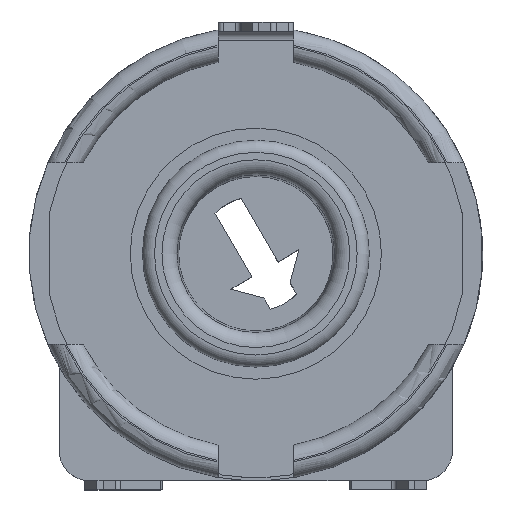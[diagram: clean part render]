
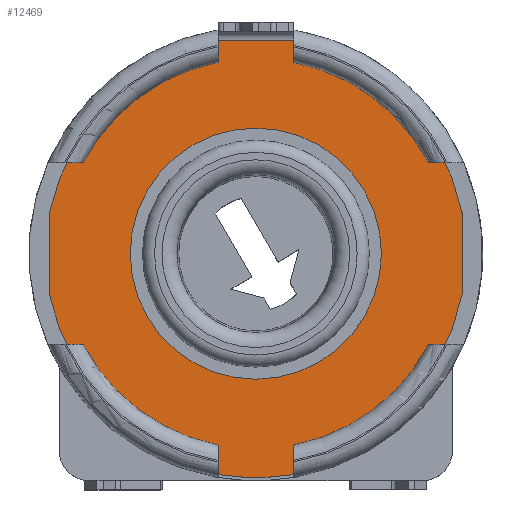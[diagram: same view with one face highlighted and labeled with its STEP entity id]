
A CAD part, top view. The second image highlights one B-rep face of the part: STEP entity #12469.
In plain terms, the highlighted planar face has unit normal (0, 0, 1).
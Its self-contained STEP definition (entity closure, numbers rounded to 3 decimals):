
#12469 = ADVANCED_FACE('',(#12470,#12481),#12674,.F.);
#12470 = FACE_BOUND('',#12471,.T.);
#12471 = EDGE_LOOP('',(#12472));
#12472 = ORIENTED_EDGE('',*,*,#12473,.F.);
#12473 = EDGE_CURVE('',#12474,#12474,#12476,.T.);
#12474 = VERTEX_POINT('',#12475);
#12475 = CARTESIAN_POINT('',(36.2,0.,0.3));
#12476 = CIRCLE('',#12477,3.8);
#12477 = AXIS2_PLACEMENT_3D('',#12478,#12479,#12480);
#12478 = CARTESIAN_POINT('',(40.,0.,0.3));
#12479 = DIRECTION('',(0.,0.,1.));
#12480 = DIRECTION('',(-1.,0.,0.));
#12481 = FACE_BOUND('',#12482,.T.);
#12482 = EDGE_LOOP('',(#12483,#12493,#12502,#12511,#12520,#12528,#12537,
    #12546,#12555,#12563,#12572,#12581,#12590,#12598,#12607,#12616,
    #12625,#12633,#12641,#12649,#12658,#12667));
#12483 = ORIENTED_EDGE('',*,*,#12484,.F.);
#12484 = EDGE_CURVE('',#12485,#12487,#12489,.T.);
#12485 = VERTEX_POINT('',#12486);
#12486 = CARTESIAN_POINT('',(33.175,-1.344,0.3));
#12487 = VERTEX_POINT('',#12488);
#12488 = CARTESIAN_POINT('',(33.175,1.344,0.3));
#12489 = LINE('',#12490,#12491);
#12490 = CARTESIAN_POINT('',(33.175,0.95,0.3));
#12491 = VECTOR('',#12492,1.);
#12492 = DIRECTION('',(-0.,1.,-0.));
#12493 = ORIENTED_EDGE('',*,*,#12494,.T.);
#12494 = EDGE_CURVE('',#12485,#12495,#12497,.T.);
#12495 = VERTEX_POINT('',#12496);
#12496 = CARTESIAN_POINT('',(33.19,-1.386,0.3));
#12497 = CIRCLE('',#12498,0.17);
#12498 = AXIS2_PLACEMENT_3D('',#12499,#12500,#12501);
#12499 = CARTESIAN_POINT('',(33.023,-1.42,0.3));
#12500 = DIRECTION('',(-0.,0.,-1.));
#12501 = DIRECTION('',(-1.,0.,0.));
#12502 = ORIENTED_EDGE('',*,*,#12503,.T.);
#12503 = EDGE_CURVE('',#12495,#12504,#12506,.T.);
#12504 = VERTEX_POINT('',#12505);
#12505 = CARTESIAN_POINT('',(38.614,-6.81,0.3));
#12506 = CIRCLE('',#12507,6.95);
#12507 = AXIS2_PLACEMENT_3D('',#12508,#12509,#12510);
#12508 = CARTESIAN_POINT('',(40.,0.,0.3));
#12509 = DIRECTION('',(0.,0.,1.));
#12510 = DIRECTION('',(1.,0.,-0.));
#12511 = ORIENTED_EDGE('',*,*,#12512,.T.);
#12512 = EDGE_CURVE('',#12504,#12513,#12515,.T.);
#12513 = VERTEX_POINT('',#12514);
#12514 = CARTESIAN_POINT('',(38.75,-6.977,0.3));
#12515 = CIRCLE('',#12516,0.17);
#12516 = AXIS2_PLACEMENT_3D('',#12517,#12518,#12519);
#12517 = CARTESIAN_POINT('',(38.58,-6.977,0.3));
#12518 = DIRECTION('',(-0.,0.,-1.));
#12519 = DIRECTION('',(-1.,0.,0.));
#12520 = ORIENTED_EDGE('',*,*,#12521,.T.);
#12521 = EDGE_CURVE('',#12513,#12522,#12524,.T.);
#12522 = VERTEX_POINT('',#12523);
#12523 = CARTESIAN_POINT('',(38.75,-7.149,0.3));
#12524 = LINE('',#12525,#12526);
#12525 = CARTESIAN_POINT('',(38.75,-6.977,0.3));
#12526 = VECTOR('',#12527,1.);
#12527 = DIRECTION('',(0.,-1.,0.));
#12528 = ORIENTED_EDGE('',*,*,#12529,.T.);
#12529 = EDGE_CURVE('',#12522,#12530,#12532,.T.);
#12530 = VERTEX_POINT('',#12531);
#12531 = CARTESIAN_POINT('',(38.895,-7.317,0.3));
#12532 = CIRCLE('',#12533,0.17);
#12533 = AXIS2_PLACEMENT_3D('',#12534,#12535,#12536);
#12534 = CARTESIAN_POINT('',(38.92,-7.149,0.3));
#12535 = DIRECTION('',(0.,0.,1.));
#12536 = DIRECTION('',(-1.,0.,0.));
#12537 = ORIENTED_EDGE('',*,*,#12538,.T.);
#12538 = EDGE_CURVE('',#12530,#12539,#12541,.T.);
#12539 = VERTEX_POINT('',#12540);
#12540 = CARTESIAN_POINT('',(41.105,-7.317,0.3));
#12541 = CIRCLE('',#12542,7.4);
#12542 = AXIS2_PLACEMENT_3D('',#12543,#12544,#12545);
#12543 = CARTESIAN_POINT('',(40.,0.,0.3));
#12544 = DIRECTION('',(0.,0.,1.));
#12545 = DIRECTION('',(1.,0.,-0.));
#12546 = ORIENTED_EDGE('',*,*,#12547,.T.);
#12547 = EDGE_CURVE('',#12539,#12548,#12550,.T.);
#12548 = VERTEX_POINT('',#12549);
#12549 = CARTESIAN_POINT('',(41.25,-7.149,0.3));
#12550 = CIRCLE('',#12551,0.17);
#12551 = AXIS2_PLACEMENT_3D('',#12552,#12553,#12554);
#12552 = CARTESIAN_POINT('',(41.08,-7.149,0.3));
#12553 = DIRECTION('',(0.,0.,1.));
#12554 = DIRECTION('',(1.,0.,-0.));
#12555 = ORIENTED_EDGE('',*,*,#12556,.T.);
#12556 = EDGE_CURVE('',#12548,#12557,#12559,.T.);
#12557 = VERTEX_POINT('',#12558);
#12558 = CARTESIAN_POINT('',(41.25,-6.977,0.3));
#12559 = LINE('',#12560,#12561);
#12560 = CARTESIAN_POINT('',(41.25,-6.977,0.3));
#12561 = VECTOR('',#12562,1.);
#12562 = DIRECTION('',(-0.,1.,-0.));
#12563 = ORIENTED_EDGE('',*,*,#12564,.T.);
#12564 = EDGE_CURVE('',#12557,#12565,#12567,.T.);
#12565 = VERTEX_POINT('',#12566);
#12566 = CARTESIAN_POINT('',(41.386,-6.81,0.3));
#12567 = CIRCLE('',#12568,0.17);
#12568 = AXIS2_PLACEMENT_3D('',#12569,#12570,#12571);
#12569 = CARTESIAN_POINT('',(41.42,-6.977,0.3));
#12570 = DIRECTION('',(0.,0.,-1.));
#12571 = DIRECTION('',(1.,0.,0.));
#12572 = ORIENTED_EDGE('',*,*,#12573,.T.);
#12573 = EDGE_CURVE('',#12565,#12574,#12576,.T.);
#12574 = VERTEX_POINT('',#12575);
#12575 = CARTESIAN_POINT('',(46.81,-1.386,0.3));
#12576 = CIRCLE('',#12577,6.95);
#12577 = AXIS2_PLACEMENT_3D('',#12578,#12579,#12580);
#12578 = CARTESIAN_POINT('',(40.,0.,0.3));
#12579 = DIRECTION('',(0.,0.,1.));
#12580 = DIRECTION('',(-1.,0.,0.));
#12581 = ORIENTED_EDGE('',*,*,#12582,.T.);
#12582 = EDGE_CURVE('',#12574,#12583,#12585,.T.);
#12583 = VERTEX_POINT('',#12584);
#12584 = CARTESIAN_POINT('',(46.825,-1.344,0.3));
#12585 = CIRCLE('',#12586,0.17);
#12586 = AXIS2_PLACEMENT_3D('',#12587,#12588,#12589);
#12587 = CARTESIAN_POINT('',(46.977,-1.42,0.3));
#12588 = DIRECTION('',(0.,0.,-1.));
#12589 = DIRECTION('',(1.,0.,0.));
#12590 = ORIENTED_EDGE('',*,*,#12591,.F.);
#12591 = EDGE_CURVE('',#12592,#12583,#12594,.T.);
#12592 = VERTEX_POINT('',#12593);
#12593 = CARTESIAN_POINT('',(46.825,1.344,0.3));
#12594 = LINE('',#12595,#12596);
#12595 = CARTESIAN_POINT('',(46.825,0.95,0.3));
#12596 = VECTOR('',#12597,1.);
#12597 = DIRECTION('',(0.,-1.,0.));
#12598 = ORIENTED_EDGE('',*,*,#12599,.F.);
#12599 = EDGE_CURVE('',#12600,#12592,#12602,.T.);
#12600 = VERTEX_POINT('',#12601);
#12601 = CARTESIAN_POINT('',(46.81,1.386,0.3));
#12602 = CIRCLE('',#12603,0.17);
#12603 = AXIS2_PLACEMENT_3D('',#12604,#12605,#12606);
#12604 = CARTESIAN_POINT('',(46.977,1.42,0.3));
#12605 = DIRECTION('',(0.,0.,1.));
#12606 = DIRECTION('',(-1.,0.,0.));
#12607 = ORIENTED_EDGE('',*,*,#12608,.F.);
#12608 = EDGE_CURVE('',#12609,#12600,#12611,.T.);
#12609 = VERTEX_POINT('',#12610);
#12610 = CARTESIAN_POINT('',(41.386,6.81,0.3));
#12611 = CIRCLE('',#12612,6.95);
#12612 = AXIS2_PLACEMENT_3D('',#12613,#12614,#12615);
#12613 = CARTESIAN_POINT('',(40.,0.,0.3));
#12614 = DIRECTION('',(-0.,0.,-1.));
#12615 = DIRECTION('',(-1.,0.,0.));
#12616 = ORIENTED_EDGE('',*,*,#12617,.F.);
#12617 = EDGE_CURVE('',#12618,#12609,#12620,.T.);
#12618 = VERTEX_POINT('',#12619);
#12619 = CARTESIAN_POINT('',(41.25,6.977,0.3));
#12620 = CIRCLE('',#12621,0.17);
#12621 = AXIS2_PLACEMENT_3D('',#12622,#12623,#12624);
#12622 = CARTESIAN_POINT('',(41.42,6.977,0.3));
#12623 = DIRECTION('',(0.,0.,1.));
#12624 = DIRECTION('',(1.,0.,-0.));
#12625 = ORIENTED_EDGE('',*,*,#12626,.F.);
#12626 = EDGE_CURVE('',#12627,#12618,#12629,.T.);
#12627 = VERTEX_POINT('',#12628);
#12628 = CARTESIAN_POINT('',(41.25,7.048,0.3));
#12629 = LINE('',#12630,#12631);
#12630 = CARTESIAN_POINT('',(41.25,6.977,0.3));
#12631 = VECTOR('',#12632,1.);
#12632 = DIRECTION('',(0.,-1.,-0.));
#12633 = ORIENTED_EDGE('',*,*,#12634,.T.);
#12634 = EDGE_CURVE('',#12627,#12635,#12637,.T.);
#12635 = VERTEX_POINT('',#12636);
#12636 = CARTESIAN_POINT('',(38.75,7.048,0.3));
#12637 = LINE('',#12638,#12639);
#12638 = CARTESIAN_POINT('',(-6.977,7.048,0.3));
#12639 = VECTOR('',#12640,1.);
#12640 = DIRECTION('',(-1.,0.,0.));
#12641 = ORIENTED_EDGE('',*,*,#12642,.F.);
#12642 = EDGE_CURVE('',#12643,#12635,#12645,.T.);
#12643 = VERTEX_POINT('',#12644);
#12644 = CARTESIAN_POINT('',(38.75,6.977,0.3));
#12645 = LINE('',#12646,#12647);
#12646 = CARTESIAN_POINT('',(38.75,6.977,0.3));
#12647 = VECTOR('',#12648,1.);
#12648 = DIRECTION('',(0.,1.,0.));
#12649 = ORIENTED_EDGE('',*,*,#12650,.F.);
#12650 = EDGE_CURVE('',#12651,#12643,#12653,.T.);
#12651 = VERTEX_POINT('',#12652);
#12652 = CARTESIAN_POINT('',(38.614,6.81,0.3));
#12653 = CIRCLE('',#12654,0.17);
#12654 = AXIS2_PLACEMENT_3D('',#12655,#12656,#12657);
#12655 = CARTESIAN_POINT('',(38.58,6.977,0.3));
#12656 = DIRECTION('',(0.,0.,1.));
#12657 = DIRECTION('',(-1.,0.,0.));
#12658 = ORIENTED_EDGE('',*,*,#12659,.F.);
#12659 = EDGE_CURVE('',#12660,#12651,#12662,.T.);
#12660 = VERTEX_POINT('',#12661);
#12661 = CARTESIAN_POINT('',(33.19,1.386,0.3));
#12662 = CIRCLE('',#12663,6.95);
#12663 = AXIS2_PLACEMENT_3D('',#12664,#12665,#12666);
#12664 = CARTESIAN_POINT('',(40.,0.,0.3));
#12665 = DIRECTION('',(0.,0.,-1.));
#12666 = DIRECTION('',(1.,0.,0.));
#12667 = ORIENTED_EDGE('',*,*,#12668,.F.);
#12668 = EDGE_CURVE('',#12487,#12660,#12669,.T.);
#12669 = CIRCLE('',#12670,0.17);
#12670 = AXIS2_PLACEMENT_3D('',#12671,#12672,#12673);
#12671 = CARTESIAN_POINT('',(33.023,1.42,0.3));
#12672 = DIRECTION('',(0.,0.,1.));
#12673 = DIRECTION('',(1.,0.,-0.));
#12674 = PLANE('',#12675);
#12675 = AXIS2_PLACEMENT_3D('',#12676,#12677,#12678);
#12676 = CARTESIAN_POINT('',(-6.977,-1.42,0.3));
#12677 = DIRECTION('',(-0.,0.,-1.));
#12678 = DIRECTION('',(-1.,0.,0.));
